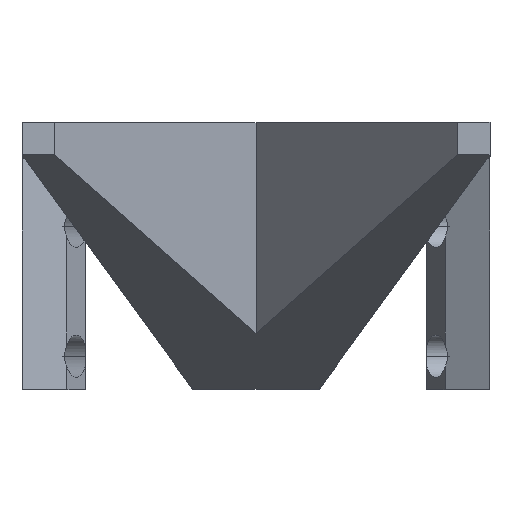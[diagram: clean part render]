
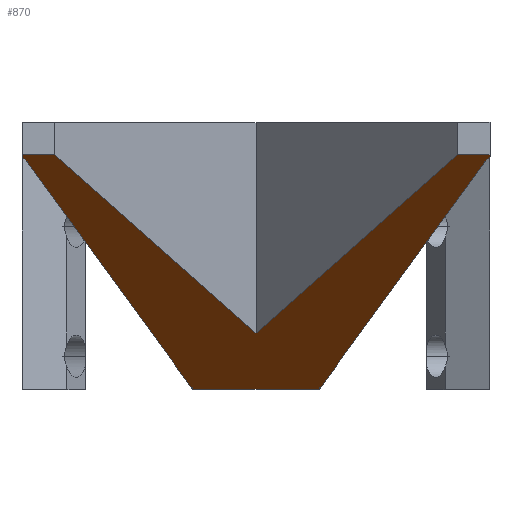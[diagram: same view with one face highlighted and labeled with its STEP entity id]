
A CAD part, top view. The second image highlights one B-rep face of the part: STEP entity #870.
In plain terms, the highlighted planar face has unit normal (0, -0.811, 0.585).
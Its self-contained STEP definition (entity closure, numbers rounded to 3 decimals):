
#12 = FACE_OUTER_BOUND ( 'NONE', #1440, .T. ) ;
#44 = CARTESIAN_POINT ( 'NONE',  ( 36.063, 51.141, 85.501 ) ) ;
#52 = EDGE_CURVE ( 'NONE', #209, #835, #1788, .T. ) ;
#59 = CARTESIAN_POINT ( 'NONE',  ( -31.063, 51.5, 86. ) ) ;
#117 = ORIENTED_EDGE ( 'NONE', *, *, #239, .T. ) ;
#122 = DIRECTION ( 'NONE',  ( -0.552, -0.488, -0.676 ) ) ;
#187 = VECTOR ( 'NONE', #3229, 1000. ) ;
#194 = LINE ( 'NONE', #2206, #187 ) ;
#209 = VERTEX_POINT ( 'NONE', #359 ) ;
#219 = VERTEX_POINT ( 'NONE', #2127 ) ;
#239 = EDGE_CURVE ( 'NONE', #1301, #2743, #3152, .T. ) ;
#240 = VERTEX_POINT ( 'NONE', #2843 ) ;
#246 = DIRECTION ( 'NONE',  ( 0., -0.585, -0.811 ) ) ;
#247 = LINE ( 'NONE', #550, #634 ) ;
#254 = ORIENTED_EDGE ( 'NONE', *, *, #3213, .F. ) ;
#293 = VERTEX_POINT ( 'NONE', #3170 ) ;
#308 = ORIENTED_EDGE ( 'NONE', *, *, #2885, .T. ) ;
#321 = EDGE_CURVE ( 'NONE', #1560, #2117, #880, .T. ) ;
#340 = ORIENTED_EDGE ( 'NONE', *, *, #1196, .T. ) ;
#359 = CARTESIAN_POINT ( 'NONE',  ( 35.334, 50.5, 84.613 ) ) ;
#471 = PLANE ( 'NONE',  #3138 ) ;
#550 = CARTESIAN_POINT ( 'NONE',  ( 0., 15.45, 36. ) ) ;
#590 = ORIENTED_EDGE ( 'NONE', *, *, #2407, .F. ) ;
#592 = CARTESIAN_POINT ( 'NONE',  ( 0., 51.5, 86. ) ) ;
#602 = LINE ( 'NONE', #1866, #2523 ) ;
#634 = VECTOR ( 'NONE', #2999, 1000. ) ;
#708 = CARTESIAN_POINT ( 'NONE',  ( -9.772, 15.45, 36. ) ) ;
#733 = VECTOR ( 'NONE', #2054, 1000. ) ;
#742 = DIRECTION ( 'NONE',  ( 0., -0.585, -0.811 ) ) ;
#757 = CARTESIAN_POINT ( 'NONE',  ( 35.334, 50.5, 84.613 ) ) ;
#766 = EDGE_CURVE ( 'NONE', #1301, #240, #823, .T. ) ;
#823 = LINE ( 'NONE', #592, #2915 ) ;
#835 = VERTEX_POINT ( 'NONE', #1902 ) ;
#864 = VECTOR ( 'NONE', #3129, 1000. ) ;
#867 = EDGE_CURVE ( 'NONE', #293, #1560, #2811, .T. ) ;
#870 = ADVANCED_FACE ( 'NONE', ( #12 ), #471, .T. ) ;
#880 =( BOUNDED_CURVE ( )  B_SPLINE_CURVE ( 3, ( #900, #1170, #1905, #2443 ),
 .UNSPECIFIED., .F., .T. ) 
 B_SPLINE_CURVE_WITH_KNOTS ( ( 4, 4 ),
 ( 1.199, 1.895 ),
 .UNSPECIFIED. ) 
 CURVE ( )  GEOMETRIC_REPRESENTATION_ITEM ( )  RATIONAL_B_SPLINE_CURVE ( ( 1., 0.96, 0.96, 1. ) ) 
 REPRESENTATION_ITEM ( '' )  );
#900 = CARTESIAN_POINT ( 'NONE',  ( -36.063, 51.141, 85.501 ) ) ;
#910 = LINE ( 'NONE', #992, #1581 ) ;
#992 = CARTESIAN_POINT ( 'NONE',  ( -31.063, 51.5, 86. ) ) ;
#1025 = DIRECTION ( 'NONE',  ( 0., -0.811, 0.585 ) ) ;
#1028 = ORIENTED_EDGE ( 'NONE', *, *, #2869, .F. ) ;
#1049 = EDGE_CURVE ( 'NONE', #2117, #1796, #2115, .T. ) ;
#1133 = CARTESIAN_POINT ( 'NONE',  ( 0., 24.077, 47.965 ) ) ;
#1170 = CARTESIAN_POINT ( 'NONE',  ( -35.759, 50.959, 85.249 ) ) ;
#1196 = EDGE_CURVE ( 'NONE', #2214, #293, #194, .T. ) ;
#1234 = ORIENTED_EDGE ( 'NONE', *, *, #867, .T. ) ;
#1301 = VERTEX_POINT ( 'NONE', #2311 ) ;
#1390 = CARTESIAN_POINT ( 'NONE',  ( -36.063, 51.5, 86. ) ) ;
#1440 = EDGE_LOOP ( 'NONE', ( #340, #1234, #3255, #2058, #308, #590, #2359, #254, #1766, #117, #1028 ) ) ;
#1560 = VERTEX_POINT ( 'NONE', #2920 ) ;
#1581 = VECTOR ( 'NONE', #2283, 1000. ) ;
#1766 = ORIENTED_EDGE ( 'NONE', *, *, #766, .F. ) ;
#1788 =( BOUNDED_CURVE ( )  B_SPLINE_CURVE ( 3, ( #757, #2034, #3047, #44 ),
 .UNSPECIFIED., .F., .T. ) 
 B_SPLINE_CURVE_WITH_KNOTS ( ( 4, 4 ),
 ( 1.247, 1.942 ),
 .UNSPECIFIED. ) 
 CURVE ( )  GEOMETRIC_REPRESENTATION_ITEM ( )  RATIONAL_B_SPLINE_CURVE ( ( 1., 0.96, 0.96, 1. ) ) 
 REPRESENTATION_ITEM ( '' )  );
#1796 = VERTEX_POINT ( 'NONE', #708 ) ;
#1826 = DIRECTION ( 'NONE',  ( 1., 0., 0. ) ) ;
#1866 = CARTESIAN_POINT ( 'NONE',  ( 36.063, 51.5, 86. ) ) ;
#1902 = CARTESIAN_POINT ( 'NONE',  ( 36.063, 51.141, 85.501 ) ) ;
#1905 = CARTESIAN_POINT ( 'NONE',  ( -35.506, 50.737, 84.941 ) ) ;
#1964 = LINE ( 'NONE', #2718, #733 ) ;
#2034 = CARTESIAN_POINT ( 'NONE',  ( 35.506, 50.737, 84.941 ) ) ;
#2054 = DIRECTION ( 'NONE',  ( 0., -0.585, -0.811 ) ) ;
#2058 = ORIENTED_EDGE ( 'NONE', *, *, #1049, .T. ) ;
#2060 = VECTOR ( 'NONE', #122, 1000. ) ;
#2098 = CARTESIAN_POINT ( 'NONE',  ( -35.334, 50.5, 84.613 ) ) ;
#2115 = LINE ( 'NONE', #1390, #864 ) ;
#2117 = VERTEX_POINT ( 'NONE', #2098 ) ;
#2127 = CARTESIAN_POINT ( 'NONE',  ( 9.772, 15.45, 36. ) ) ;
#2206 = CARTESIAN_POINT ( 'NONE',  ( -31.063, 51.5, 86. ) ) ;
#2214 = VERTEX_POINT ( 'NONE', #59 ) ;
#2283 = DIRECTION ( 'NONE',  ( 0.552, -0.488, -0.676 ) ) ;
#2291 = VECTOR ( 'NONE', #742, 1000. ) ;
#2311 = CARTESIAN_POINT ( 'NONE',  ( 31.063, 51.5, 86. ) ) ;
#2359 = ORIENTED_EDGE ( 'NONE', *, *, #52, .T. ) ;
#2375 = DIRECTION ( 'NONE',  ( -0.392, -0.538, -0.746 ) ) ;
#2398 = CARTESIAN_POINT ( 'NONE',  ( 10.645, 33.475, 61. ) ) ;
#2407 = EDGE_CURVE ( 'NONE', #209, #219, #602, .T. ) ;
#2443 = CARTESIAN_POINT ( 'NONE',  ( -35.334, 50.5, 84.613 ) ) ;
#2514 = CARTESIAN_POINT ( 'NONE',  ( 0., -6.913, 4.984 ) ) ;
#2523 = VECTOR ( 'NONE', #2375, 1000. ) ;
#2718 = CARTESIAN_POINT ( 'NONE',  ( 36.063, 6.178, 23.14 ) ) ;
#2743 = VERTEX_POINT ( 'NONE', #1133 ) ;
#2794 = CARTESIAN_POINT ( 'NONE',  ( -36.063, -6.913, 4.984 ) ) ;
#2811 = LINE ( 'NONE', #2794, #2291 ) ;
#2843 = CARTESIAN_POINT ( 'NONE',  ( 36.063, 51.5, 86. ) ) ;
#2869 = EDGE_CURVE ( 'NONE', #2214, #2743, #910, .T. ) ;
#2885 = EDGE_CURVE ( 'NONE', #1796, #219, #247, .T. ) ;
#2915 = VECTOR ( 'NONE', #1826, 1000. ) ;
#2920 = CARTESIAN_POINT ( 'NONE',  ( -36.063, 51.141, 85.501 ) ) ;
#2999 = DIRECTION ( 'NONE',  ( 1., 0., 0. ) ) ;
#3047 = CARTESIAN_POINT ( 'NONE',  ( 35.759, 50.959, 85.249 ) ) ;
#3129 = DIRECTION ( 'NONE',  ( 0.392, -0.538, -0.746 ) ) ;
#3138 = AXIS2_PLACEMENT_3D ( 'NONE', #2514, #1025, #246 ) ;
#3152 = LINE ( 'NONE', #2398, #2060 ) ;
#3170 = CARTESIAN_POINT ( 'NONE',  ( -36.063, 51.5, 86. ) ) ;
#3213 = EDGE_CURVE ( 'NONE', #240, #835, #1964, .T. ) ;
#3229 = DIRECTION ( 'NONE',  ( -1., 0., 0. ) ) ;
#3255 = ORIENTED_EDGE ( 'NONE', *, *, #321, .T. ) ;
